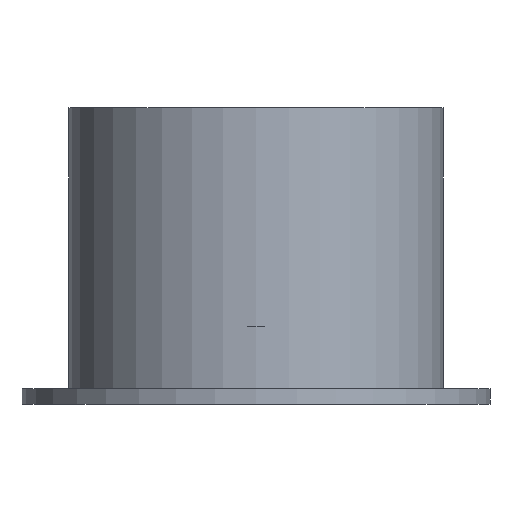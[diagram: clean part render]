
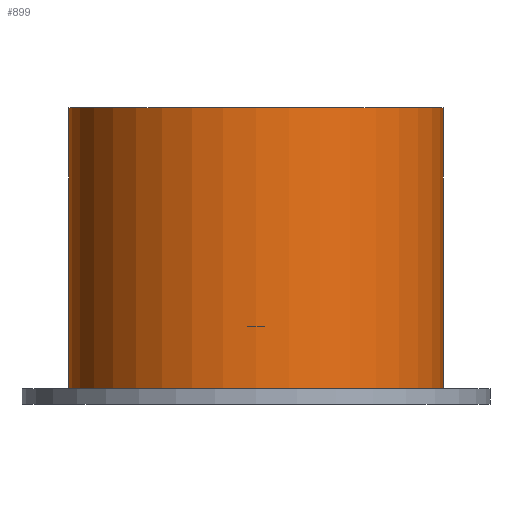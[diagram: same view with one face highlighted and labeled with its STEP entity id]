
A CAD part, front view. The second image highlights one B-rep face of the part: STEP entity #899.
In plain terms, the highlighted cylindrical face has radius 12 mm (diameter 24 mm), a partial arc.
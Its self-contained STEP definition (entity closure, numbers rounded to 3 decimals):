
#253 = DIRECTION ( 'NONE',  ( 1., 0., 0. ) ) ;
#569 = CARTESIAN_POINT ( 'NONE',  ( 0., 0., 0. ) ) ;
#899 = ADVANCED_FACE ( 'NONE', ( #2617 ), #4044, .T. ) ;
#1134 = CIRCLE ( 'NONE', #4465, 12. ) ;
#1184 = DIRECTION ( 'NONE',  ( 0., 0., -1. ) ) ;
#1466 = EDGE_LOOP ( 'NONE', ( #4474, #4280, #4094, #3285 ) ) ;
#1651 = CARTESIAN_POINT ( 'NONE',  ( 12., 0., 18. ) ) ;
#1711 = CARTESIAN_POINT ( 'NONE',  ( -12., 0., 18. ) ) ;
#1910 = LINE ( 'NONE', #2273, #3497 ) ;
#1918 = VERTEX_POINT ( 'NONE', #1711 ) ;
#2050 = DIRECTION ( 'NONE',  ( 0., 0., 1. ) ) ;
#2073 = DIRECTION ( 'NONE',  ( 1., 0., 0. ) ) ;
#2149 = CARTESIAN_POINT ( 'NONE',  ( 0., 0., 18. ) ) ;
#2204 = CARTESIAN_POINT ( 'NONE',  ( -12., 0., 0. ) ) ;
#2273 = CARTESIAN_POINT ( 'NONE',  ( 12., 0., 18. ) ) ;
#2609 = DIRECTION ( 'NONE',  ( 0., 0., -1. ) ) ;
#2617 = FACE_OUTER_BOUND ( 'NONE', #1466, .T. ) ;
#2692 = DIRECTION ( 'NONE',  ( 0., 0., -1. ) ) ;
#2962 = CARTESIAN_POINT ( 'NONE',  ( 12., 0., 0. ) ) ;
#2983 = CARTESIAN_POINT ( 'NONE',  ( 0., 0., 18. ) ) ;
#3006 = VERTEX_POINT ( 'NONE', #2204 ) ;
#3087 = LINE ( 'NONE', #3828, #3229 ) ;
#3229 = VECTOR ( 'NONE', #2692, 1000. ) ;
#3285 = ORIENTED_EDGE ( 'NONE', *, *, #4559, .T. ) ;
#3314 = EDGE_CURVE ( 'NONE', #1918, #3834, #1134, .T. ) ;
#3497 = VECTOR ( 'NONE', #2609, 1000. ) ;
#3772 = VERTEX_POINT ( 'NONE', #2962 ) ;
#3828 = CARTESIAN_POINT ( 'NONE',  ( -12., 0., 18. ) ) ;
#3834 = VERTEX_POINT ( 'NONE', #1651 ) ;
#3915 = EDGE_CURVE ( 'NONE', #1918, #3006, #3087, .T. ) ;
#3938 = AXIS2_PLACEMENT_3D ( 'NONE', #2983, #1184, #4457 ) ;
#3939 = DIRECTION ( 'NONE',  ( 0., 0., 1. ) ) ;
#3952 = CIRCLE ( 'NONE', #4734, 12. ) ;
#4044 = CYLINDRICAL_SURFACE ( 'NONE', #3938, 12. ) ;
#4094 = ORIENTED_EDGE ( 'NONE', *, *, #3915, .T. ) ;
#4280 = ORIENTED_EDGE ( 'NONE', *, *, #3314, .F. ) ;
#4457 = DIRECTION ( 'NONE',  ( -1., 0., 0. ) ) ;
#4465 = AXIS2_PLACEMENT_3D ( 'NONE', #2149, #3939, #253 ) ;
#4474 = ORIENTED_EDGE ( 'NONE', *, *, #4675, .F. ) ;
#4559 = EDGE_CURVE ( 'NONE', #3006, #3772, #3952, .T. ) ;
#4675 = EDGE_CURVE ( 'NONE', #3834, #3772, #1910, .T. ) ;
#4734 = AXIS2_PLACEMENT_3D ( 'NONE', #569, #2050, #2073 ) ;
